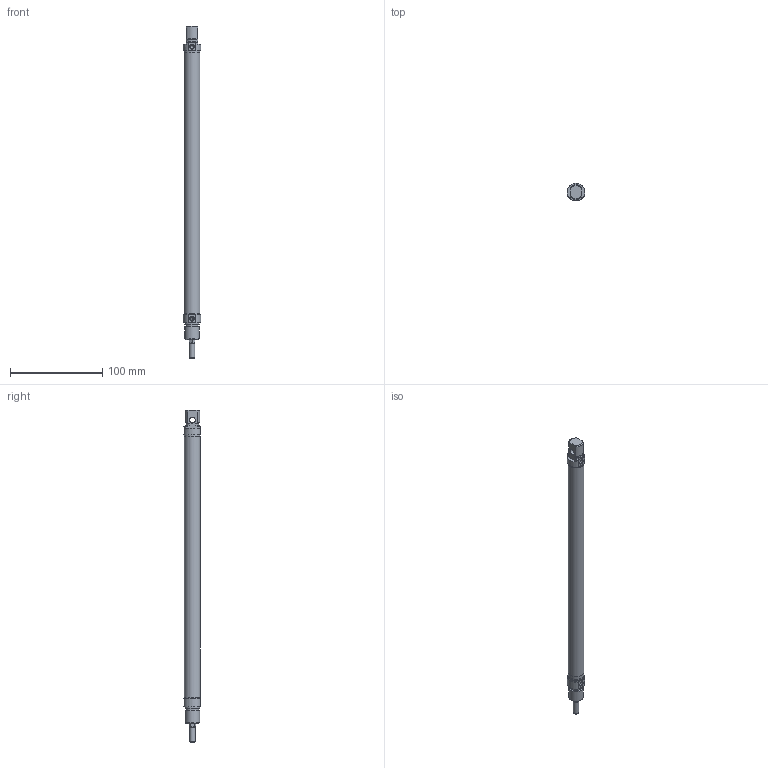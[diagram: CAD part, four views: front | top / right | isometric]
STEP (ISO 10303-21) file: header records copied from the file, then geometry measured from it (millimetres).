
FILE_DESCRIPTION((''),'2;1');
FILE_NAME('ODM016.250.GS.M.stp','2017-02-27T10:48:39',('carlo.corazza'),(''),'Autodesk Inventor 2013','Autodesk Inventor 2013','');
FILE_SCHEMA(('AUTOMOTIVE_DESIGN { 1 0 10303 214 1 1 1 1 }'));
Length unit declared in the file: millimetre
Products named in the file (5): ODM016..GS.M; CORPO-250; STELO-250; TA; TP
Assembly tree (4 placements, depth 2):
  ODM016..GS.M
    CORPO-250
    STELO-250
    TA
    TP
Bounding box: 18.95 x 18.14 x 359 mm (x, y, z)
Volume: 30302.1 mm3; surface area: 41918.6 mm2
Topology: 4 solids, 6 shells, 149 faces, 346 edges, 217 vertices
Faces by surface type: plane 65, cone 35, cylinder 31, torus 18
Full cylindrical faces by diameter (mm): 4 x1, 4.134 x2, 6 x3, 6.5 x1, 7.1 x1, 9 x2, 9.1 x1, 9.5 x1, 11.1 x1, 11.2 x1, 13.7 x1, 14.5 x1, 16 x4, 17.2 x2, 17.27 x1
Entity records: 4130 total; most frequent: CARTESIAN_POINT 829, DIRECTION 642, ORIENTED_EDGE 552, AXIS2_PLACEMENT_3D 277, EDGE_CURVE 276, EDGE_LOOP 224, VERTEX_POINT 202, FACE_OUTER_BOUND 149
